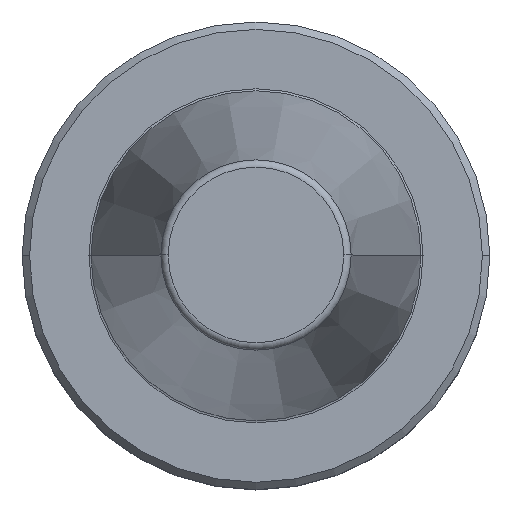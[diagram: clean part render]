
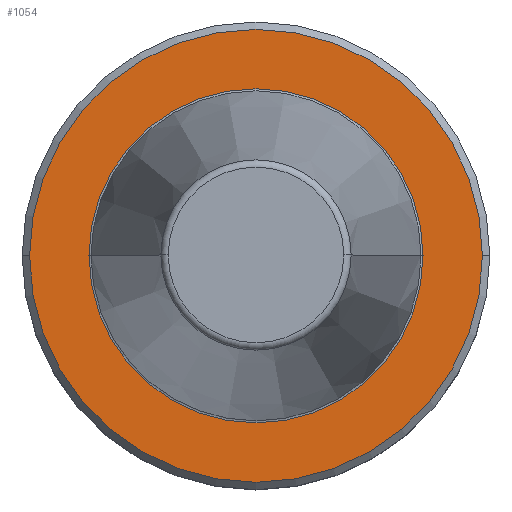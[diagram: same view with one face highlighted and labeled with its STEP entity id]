
A CAD part, top view. The second image highlights one B-rep face of the part: STEP entity #1054.
In plain terms, the highlighted planar face has unit normal (0, 0, 1).
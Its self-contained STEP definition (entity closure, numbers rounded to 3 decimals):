
#55 = ORIENTED_EDGE ( 'NONE', *, *, #483, .T. ) ;
#64 = CARTESIAN_POINT ( 'NONE',  ( 0., 0., -67.4 ) ) ;
#65 = EDGE_LOOP ( 'NONE', ( #479, #197 ) ) ;
#81 = EDGE_CURVE ( 'NONE', #246, #738, #604, .T. ) ;
#104 = EDGE_CURVE ( 'NONE', #998, #229, #815, .T. ) ;
#109 = EDGE_CURVE ( 'NONE', #229, #998, #421, .T. ) ;
#118 = CARTESIAN_POINT ( 'NONE',  ( 22.5, 0., -67.4 ) ) ;
#148 = AXIS2_PLACEMENT_3D ( 'NONE', #417, #574, #656 ) ;
#154 = DIRECTION ( 'NONE',  ( -1., 0., 0. ) ) ;
#197 = ORIENTED_EDGE ( 'NONE', *, *, #104, .F. ) ;
#228 = EDGE_LOOP ( 'NONE', ( #878, #55 ) ) ;
#229 = VERTEX_POINT ( 'NONE', #118 ) ;
#246 = VERTEX_POINT ( 'NONE', #840 ) ;
#249 = DIRECTION ( 'NONE',  ( 0., 0., -1. ) ) ;
#259 = DIRECTION ( 'NONE',  ( 1., 0., 0. ) ) ;
#298 = AXIS2_PLACEMENT_3D ( 'NONE', #533, #911, #259 ) ;
#314 = DIRECTION ( 'NONE',  ( 1., 0., 0. ) ) ;
#323 = DIRECTION ( 'NONE',  ( 1., 0., 0. ) ) ;
#417 = CARTESIAN_POINT ( 'NONE',  ( 0., 0., -67.4 ) ) ;
#421 = CIRCLE ( 'NONE', #510, 22.5 ) ;
#432 = AXIS2_PLACEMENT_3D ( 'NONE', #477, #249, #154 ) ;
#460 = AXIS2_PLACEMENT_3D ( 'NONE', #64, #476, #323 ) ;
#476 = DIRECTION ( 'NONE',  ( 0., 0., 1. ) ) ;
#477 = CARTESIAN_POINT ( 'NONE',  ( 0., 0., -67.4 ) ) ;
#479 = ORIENTED_EDGE ( 'NONE', *, *, #109, .F. ) ;
#483 = EDGE_CURVE ( 'NONE', #738, #246, #1045, .T. ) ;
#510 = AXIS2_PLACEMENT_3D ( 'NONE', #1028, #599, #314 ) ;
#533 = CARTESIAN_POINT ( 'NONE',  ( 0., 0., -67.4 ) ) ;
#574 = DIRECTION ( 'NONE',  ( 0., 0., 1. ) ) ;
#599 = DIRECTION ( 'NONE',  ( 0., 0., 1. ) ) ;
#604 = CIRCLE ( 'NONE', #298, 30.5 ) ;
#656 = DIRECTION ( 'NONE',  ( 1., 0., 0. ) ) ;
#661 = CARTESIAN_POINT ( 'NONE',  ( 30.5, 0., -67.4 ) ) ;
#726 = PLANE ( 'NONE',  #432 ) ;
#738 = VERTEX_POINT ( 'NONE', #661 ) ;
#815 = CIRCLE ( 'NONE', #460, 22.5 ) ;
#816 = FACE_OUTER_BOUND ( 'NONE', #228, .T. ) ;
#838 = FACE_BOUND ( 'NONE', #65, .T. ) ;
#840 = CARTESIAN_POINT ( 'NONE',  ( -30.5, 0., -67.4 ) ) ;
#863 = CARTESIAN_POINT ( 'NONE',  ( -22.5, 0., -67.4 ) ) ;
#878 = ORIENTED_EDGE ( 'NONE', *, *, #81, .T. ) ;
#911 = DIRECTION ( 'NONE',  ( 0., 0., 1. ) ) ;
#998 = VERTEX_POINT ( 'NONE', #863 ) ;
#1028 = CARTESIAN_POINT ( 'NONE',  ( 0., 0., -67.4 ) ) ;
#1045 = CIRCLE ( 'NONE', #148, 30.5 ) ;
#1054 = ADVANCED_FACE ( 'NONE', ( #838, #816 ), #726, .F. ) ;
